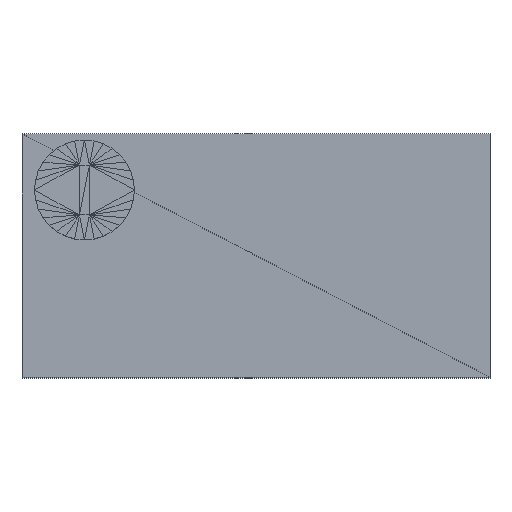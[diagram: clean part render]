
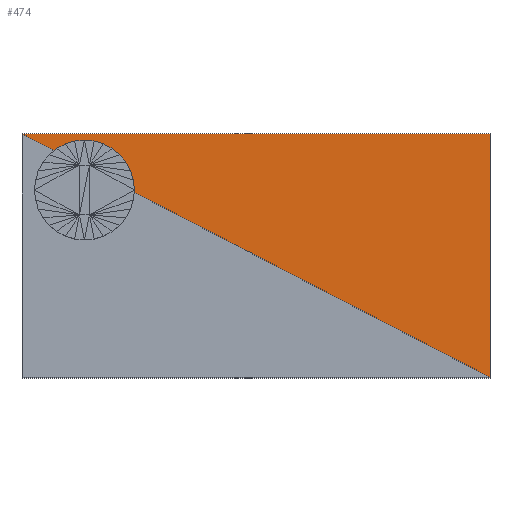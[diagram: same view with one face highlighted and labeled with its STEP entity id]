
A CAD part, top view. The second image highlights one B-rep face of the part: STEP entity #474.
In plain terms, the highlighted planar face has unit normal (0, 0, 1).
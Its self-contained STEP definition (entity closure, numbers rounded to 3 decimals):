
#474=ADVANCED_FACE('',(#480),#475,.F.);
#475=PLANE('',#476);
#476=AXIS2_PLACEMENT_3D('',#477,#478,#479);
#477=CARTESIAN_POINT('Origin',(7.569,2.413,9.525));
#478=DIRECTION('center_axis',(0.0,0.0,-1.0));
#479=DIRECTION('ref_axis',(0.,1.,0.));
#480=FACE_OUTER_BOUND('',#481,.T.);
#481=EDGE_LOOP('',(#482,#492,#502));
#482=ORIENTED_EDGE('',*,*,#483,.F.);
#483=EDGE_CURVE('',#484,#486,#488,.T.);
#484=VERTEX_POINT('',#485);
#485=CARTESIAN_POINT('',(-1.956,2.413,9.525));
#486=VERTEX_POINT('',#487);
#487=CARTESIAN_POINT('',(7.569,2.413,9.525));
#488=LINE('',#489,#490);
#489=CARTESIAN_POINT('',(-1.956,2.413,9.525));
#490=VECTOR('',#491,9.525);
#491=DIRECTION('',(1.0,0.0,0.0));
#492=ORIENTED_EDGE('',*,*,#493,.F.);
#493=EDGE_CURVE('',#494,#496,#498,.T.);
#494=VERTEX_POINT('',#495);
#495=CARTESIAN_POINT('',(7.569,-2.54,9.525));
#496=VERTEX_POINT('',#485);
#498=LINE('',#499,#500);
#499=CARTESIAN_POINT('',(7.569,-2.54,9.525));
#500=VECTOR('',#501,10.736);
#501=DIRECTION('',(-0.887,0.461,0.0));
#502=ORIENTED_EDGE('',*,*,#503,.F.);
#503=EDGE_CURVE('',#504,#506,#508,.T.);
#504=VERTEX_POINT('',#487);
#506=VERTEX_POINT('',#495);
#508=LINE('',#509,#510);
#509=CARTESIAN_POINT('',(7.569,2.413,9.525));
#510=VECTOR('',#511,4.953);
#511=DIRECTION('',(0.0,-1.0,0.0));
